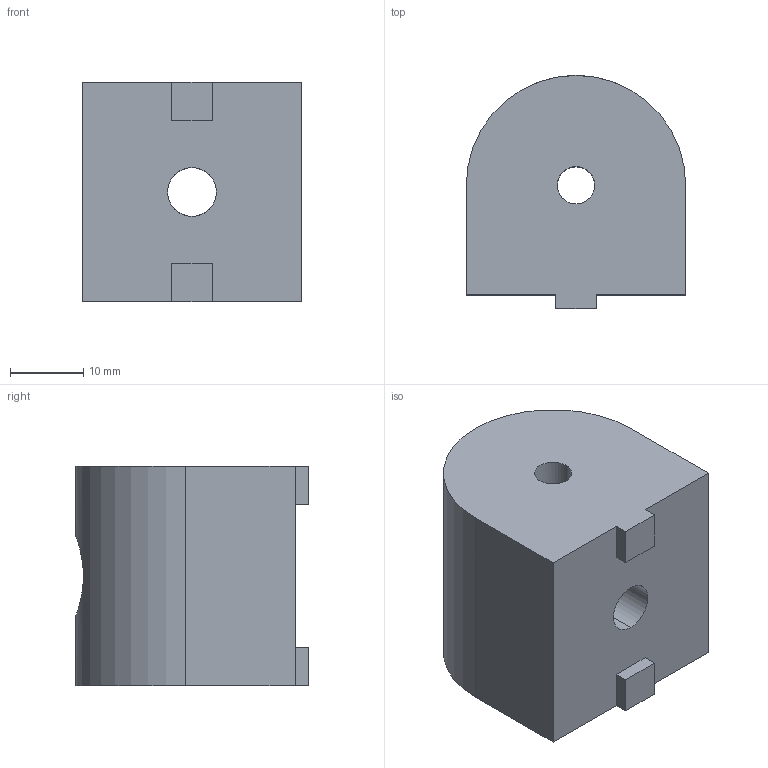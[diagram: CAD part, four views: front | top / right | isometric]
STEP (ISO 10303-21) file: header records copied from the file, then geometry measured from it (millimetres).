
FILE_DESCRIPTION (( 'STEP AP214' ), '1' );
FILE_NAME ('A463 Ïîâîðîòíûé êðîíøòåéí 8-A.STEP', '2022-03-02T08:46:32', ( 'Ïîëüçîâàòåëü Windows' ), ( '' ), 'SwSTEP 2.0', 'SolidWorks 2021', '' );
FILE_SCHEMA (( 'AUTOMOTIVE_DESIGN' ));
Length unit declared in the file: millimetre
Products named in the file (1): A463 Ïîâîðîòíûé êðîíøòåéí 8-A
Bounding box: 30 x 31.8 x 30 mm (x, y, z)
Volume: 22340.4 mm3; surface area: 5824.5 mm2
Topology: 1 solids, 1 shells, 24 faces, 70 edges, 46 vertices
Faces by surface type: plane 14, cylinder 10
Entity records: 1060 total; most frequent: CARTESIAN_POINT 339, ORIENTED_EDGE 140, DIRECTION 124, EDGE_CURVE 70, LINE 46, VECTOR 46, VERTEX_POINT 46, AXIS2_PLACEMENT_3D 39
